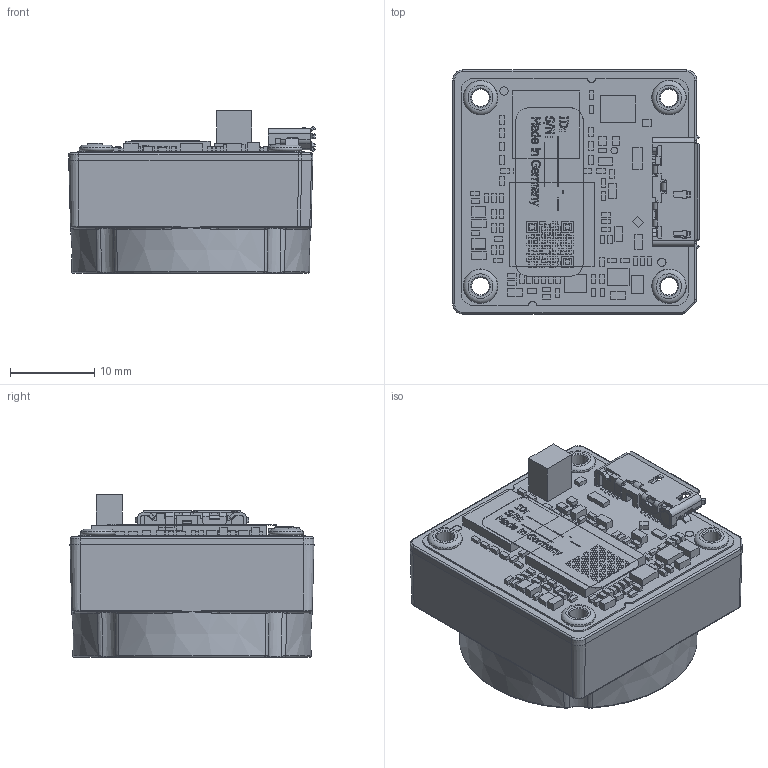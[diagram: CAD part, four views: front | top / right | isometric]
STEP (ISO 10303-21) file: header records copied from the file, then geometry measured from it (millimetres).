
FILE_DESCRIPTION(/* description */ ('Basler dart USB3 CS-Mount v04'),/* implementation_level */ '2;1');
FILE_NAME(/* name */ '148612236173IP02063704.stp',/* time_stamp */ '2017-02-03T12:57:41+01:00',/* author */ ('gbaske'),/* organization */ (''),/* preprocessor_version */ 'ST-DEVELOPER v16.1',/* originating_system */ 'Autodesk Inventor 2016',/* authorisation */ '0 mm^3');
FILE_SCHEMA (('AUTOMOTIVE_DESIGN { 1 0 10303 214 3 1 1 }'));
Products named in the file (1): 148612236173IP02063704
Bounding box: 29.3 x 29 x 19.29 mm (x, y, z)
Volume: 6972.8 mm3; surface area: 5209.6 mm2
Topology: 1 solids, 5 shells, 1898 faces, 5118 edges, 3348 vertices
Faces by surface type: plane 1370, cylinder 269, bspline 146, torus 64, cone 49
Full cylindrical faces by diameter (mm): 0.8 x1, 1 x2, 2.08 x4, 2.28 x4, 2.808 x4, 3 x4, 22 x1, 24.536 x1
Entity records: 66511 total; most frequent: CARTESIAN_POINT 17555, ORIENTED_EDGE 10222, DIRECTION 8820, EDGE_CURVE 5025, LINE 3792, VECTOR 3792, VERTEX_POINT 3337, AXIS2_PLACEMENT_3D 2514
